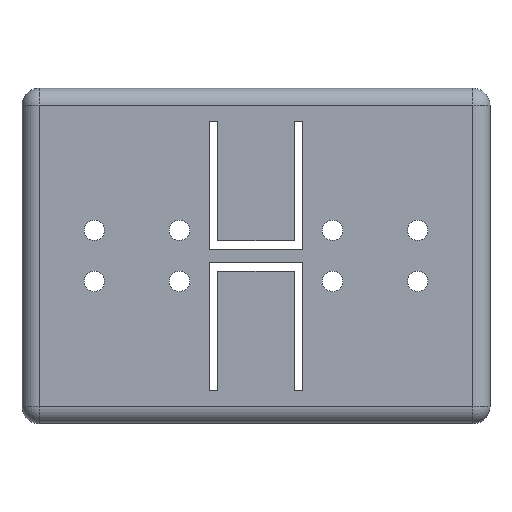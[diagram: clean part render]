
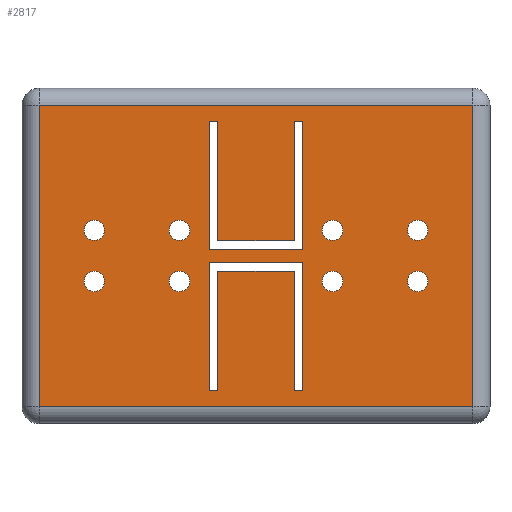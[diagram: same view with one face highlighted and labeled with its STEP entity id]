
A CAD part, top view. The second image highlights one B-rep face of the part: STEP entity #2817.
In plain terms, the highlighted planar face has unit normal (0, 0, 1).
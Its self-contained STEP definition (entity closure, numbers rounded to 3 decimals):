
#955 = EDGE_CURVE('',#956,#958,#960,.T.);
#956 = VERTEX_POINT('',#957);
#957 = CARTESIAN_POINT('',(-4.5,-15.8,25.5));
#958 = VERTEX_POINT('',#959);
#959 = CARTESIAN_POINT('',(-5.5,-15.8,25.5));
#960 = LINE('',#961,#962);
#961 = CARTESIAN_POINT('',(-4.5,-15.8,25.5));
#962 = VECTOR('',#963,1.);
#963 = DIRECTION('',(-1.,0.,0.));
#986 = EDGE_CURVE('',#987,#956,#989,.T.);
#987 = VERTEX_POINT('',#988);
#988 = CARTESIAN_POINT('',(-4.5,-1.8,25.5));
#989 = LINE('',#990,#991);
#990 = CARTESIAN_POINT('',(-4.5,-1.8,25.5));
#991 = VECTOR('',#992,1.);
#992 = DIRECTION('',(0.,-1.,0.));
#1010 = EDGE_CURVE('',#958,#1011,#1013,.T.);
#1011 = VERTEX_POINT('',#1012);
#1012 = CARTESIAN_POINT('',(-5.5,-0.8,25.5));
#1013 = LINE('',#1014,#1015);
#1014 = CARTESIAN_POINT('',(-5.5,-15.8,25.5));
#1015 = VECTOR('',#1016,1.);
#1016 = DIRECTION('',(0.,1.,0.));
#1034 = EDGE_CURVE('',#1011,#1035,#1037,.T.);
#1035 = VERTEX_POINT('',#1036);
#1036 = CARTESIAN_POINT('',(5.5,-0.8,25.5));
#1037 = LINE('',#1038,#1039);
#1038 = CARTESIAN_POINT('',(-5.5,-0.8,25.5));
#1039 = VECTOR('',#1040,1.);
#1040 = DIRECTION('',(1.,0.,0.));
#1089 = EDGE_CURVE('',#1035,#1090,#1092,.T.);
#1090 = VERTEX_POINT('',#1091);
#1091 = CARTESIAN_POINT('',(5.5,-15.8,25.5));
#1092 = LINE('',#1093,#1094);
#1093 = CARTESIAN_POINT('',(5.5,-0.8,25.5));
#1094 = VECTOR('',#1095,1.);
#1095 = DIRECTION('',(0.,-1.,0.));
#1137 = EDGE_CURVE('',#1090,#1138,#1140,.T.);
#1138 = VERTEX_POINT('',#1139);
#1139 = CARTESIAN_POINT('',(4.5,-15.8,25.5));
#1140 = LINE('',#1141,#1142);
#1141 = CARTESIAN_POINT('',(5.5,-15.8,25.5));
#1142 = VECTOR('',#1143,1.);
#1143 = DIRECTION('',(-1.,0.,0.));
#1185 = EDGE_CURVE('',#1138,#1186,#1188,.T.);
#1186 = VERTEX_POINT('',#1187);
#1187 = CARTESIAN_POINT('',(4.5,-1.8,25.5));
#1188 = LINE('',#1189,#1190);
#1189 = CARTESIAN_POINT('',(4.5,-15.8,25.5));
#1190 = VECTOR('',#1191,1.);
#1191 = DIRECTION('',(0.,1.,0.));
#1209 = EDGE_CURVE('',#1210,#1210,#1212,.T.);
#1210 = VERTEX_POINT('',#1211);
#1211 = CARTESIAN_POINT('',(-17.8,-3.,25.5));
#1212 = CIRCLE('',#1213,1.2);
#1213 = AXIS2_PLACEMENT_3D('',#1214,#1215,#1216);
#1214 = CARTESIAN_POINT('',(-19.,-3.,25.5));
#1215 = DIRECTION('',(0.,0.,1.));
#1216 = DIRECTION('',(1.,0.,0.));
#1364 = EDGE_CURVE('',#1365,#1365,#1367,.T.);
#1365 = VERTEX_POINT('',#1366);
#1366 = CARTESIAN_POINT('',(-7.8,-3.,25.5));
#1367 = CIRCLE('',#1368,1.2);
#1368 = AXIS2_PLACEMENT_3D('',#1369,#1370,#1371);
#1369 = CARTESIAN_POINT('',(-9.,-3.,25.5));
#1370 = DIRECTION('',(0.,0.,1.));
#1371 = DIRECTION('',(1.,0.,0.));
#1389 = EDGE_CURVE('',#1390,#1390,#1392,.T.);
#1390 = VERTEX_POINT('',#1391);
#1391 = CARTESIAN_POINT('',(10.2,-3.,25.5));
#1392 = CIRCLE('',#1393,1.2);
#1393 = AXIS2_PLACEMENT_3D('',#1394,#1395,#1396);
#1394 = CARTESIAN_POINT('',(9.,-3.,25.5));
#1395 = DIRECTION('',(0.,0.,1.));
#1396 = DIRECTION('',(1.,0.,0.));
#1414 = EDGE_CURVE('',#1415,#1415,#1417,.T.);
#1415 = VERTEX_POINT('',#1416);
#1416 = CARTESIAN_POINT('',(20.2,-3.,25.5));
#1417 = CIRCLE('',#1418,1.2);
#1418 = AXIS2_PLACEMENT_3D('',#1419,#1420,#1421);
#1419 = CARTESIAN_POINT('',(19.,-3.,25.5));
#1420 = DIRECTION('',(0.,0.,1.));
#1421 = DIRECTION('',(1.,0.,0.));
#1569 = EDGE_CURVE('',#1570,#1570,#1572,.T.);
#1570 = VERTEX_POINT('',#1571);
#1571 = CARTESIAN_POINT('',(-17.8,3.,25.5));
#1572 = CIRCLE('',#1573,1.2);
#1573 = AXIS2_PLACEMENT_3D('',#1574,#1575,#1576);
#1574 = CARTESIAN_POINT('',(-19.,3.,25.5));
#1575 = DIRECTION('',(0.,0.,1.));
#1576 = DIRECTION('',(1.,0.,0.));
#1594 = EDGE_CURVE('',#1595,#1595,#1597,.T.);
#1595 = VERTEX_POINT('',#1596);
#1596 = CARTESIAN_POINT('',(-7.8,3.,25.5));
#1597 = CIRCLE('',#1598,1.2);
#1598 = AXIS2_PLACEMENT_3D('',#1599,#1600,#1601);
#1599 = CARTESIAN_POINT('',(-9.,3.,25.5));
#1600 = DIRECTION('',(0.,0.,1.));
#1601 = DIRECTION('',(1.,0.,0.));
#1619 = EDGE_CURVE('',#1620,#1620,#1622,.T.);
#1620 = VERTEX_POINT('',#1621);
#1621 = CARTESIAN_POINT('',(10.2,3.,25.5));
#1622 = CIRCLE('',#1623,1.2);
#1623 = AXIS2_PLACEMENT_3D('',#1624,#1625,#1626);
#1624 = CARTESIAN_POINT('',(9.,3.,25.5));
#1625 = DIRECTION('',(0.,0.,1.));
#1626 = DIRECTION('',(1.,0.,0.));
#1644 = EDGE_CURVE('',#1645,#1645,#1647,.T.);
#1645 = VERTEX_POINT('',#1646);
#1646 = CARTESIAN_POINT('',(20.2,3.,25.5));
#1647 = CIRCLE('',#1648,1.2);
#1648 = AXIS2_PLACEMENT_3D('',#1649,#1650,#1651);
#1649 = CARTESIAN_POINT('',(19.,3.,25.5));
#1650 = DIRECTION('',(0.,0.,1.));
#1651 = DIRECTION('',(1.,0.,0.));
#1669 = EDGE_CURVE('',#1670,#1672,#1674,.T.);
#1670 = VERTEX_POINT('',#1671);
#1671 = CARTESIAN_POINT('',(-5.5,15.8,25.5));
#1672 = VERTEX_POINT('',#1673);
#1673 = CARTESIAN_POINT('',(-4.5,15.8,25.5));
#1674 = LINE('',#1675,#1676);
#1675 = CARTESIAN_POINT('',(-5.5,15.8,25.5));
#1676 = VECTOR('',#1677,1.);
#1677 = DIRECTION('',(1.,0.,0.));
#1700 = EDGE_CURVE('',#1672,#1701,#1703,.T.);
#1701 = VERTEX_POINT('',#1702);
#1702 = CARTESIAN_POINT('',(-4.5,1.8,25.5));
#1703 = LINE('',#1704,#1705);
#1704 = CARTESIAN_POINT('',(-4.5,15.8,25.5));
#1705 = VECTOR('',#1706,1.);
#1706 = DIRECTION('',(0.,-1.,0.));
#1724 = EDGE_CURVE('',#1725,#1670,#1727,.T.);
#1725 = VERTEX_POINT('',#1726);
#1726 = CARTESIAN_POINT('',(-5.5,0.8,25.5));
#1727 = LINE('',#1728,#1729);
#1728 = CARTESIAN_POINT('',(-5.5,0.8,25.5));
#1729 = VECTOR('',#1730,1.);
#1730 = DIRECTION('',(0.,1.,0.));
#1748 = EDGE_CURVE('',#1749,#1725,#1751,.T.);
#1749 = VERTEX_POINT('',#1750);
#1750 = CARTESIAN_POINT('',(5.5,0.8,25.5));
#1751 = LINE('',#1752,#1753);
#1752 = CARTESIAN_POINT('',(5.5,0.8,25.5));
#1753 = VECTOR('',#1754,1.);
#1754 = DIRECTION('',(-1.,0.,0.));
#1803 = EDGE_CURVE('',#1804,#1749,#1806,.T.);
#1804 = VERTEX_POINT('',#1805);
#1805 = CARTESIAN_POINT('',(5.5,15.8,25.5));
#1806 = LINE('',#1807,#1808);
#1807 = CARTESIAN_POINT('',(5.5,15.8,25.5));
#1808 = VECTOR('',#1809,1.);
#1809 = DIRECTION('',(0.,-1.,0.));
#1851 = EDGE_CURVE('',#1852,#1804,#1854,.T.);
#1852 = VERTEX_POINT('',#1853);
#1853 = CARTESIAN_POINT('',(4.5,15.8,25.5));
#1854 = LINE('',#1855,#1856);
#1855 = CARTESIAN_POINT('',(4.5,15.8,25.5));
#1856 = VECTOR('',#1857,1.);
#1857 = DIRECTION('',(1.,0.,0.));
#1899 = EDGE_CURVE('',#1900,#1852,#1902,.T.);
#1900 = VERTEX_POINT('',#1901);
#1901 = CARTESIAN_POINT('',(4.5,1.8,25.5));
#1902 = LINE('',#1903,#1904);
#1903 = CARTESIAN_POINT('',(4.5,1.8,25.5));
#1904 = VECTOR('',#1905,1.);
#1905 = DIRECTION('',(0.,1.,0.));
#2817 = ADVANCED_FACE('',(#2818,#2852,#2867,#2870,#2873,#2876,#2879,
    #2882,#2885,#2888,#2891),#2906,.T.);
#2818 = FACE_BOUND('',#2819,.T.);
#2819 = EDGE_LOOP('',(#2820,#2830,#2838,#2846));
#2820 = ORIENTED_EDGE('',*,*,#2821,.F.);
#2821 = EDGE_CURVE('',#2822,#2824,#2826,.T.);
#2822 = VERTEX_POINT('',#2823);
#2823 = CARTESIAN_POINT('',(-25.5,17.7,25.5));
#2824 = VERTEX_POINT('',#2825);
#2825 = CARTESIAN_POINT('',(25.5,17.7,25.5));
#2826 = LINE('',#2827,#2828);
#2827 = CARTESIAN_POINT('',(-25.5,17.7,25.5));
#2828 = VECTOR('',#2829,1.);
#2829 = DIRECTION('',(1.,0.,0.));
#2830 = ORIENTED_EDGE('',*,*,#2831,.F.);
#2831 = EDGE_CURVE('',#2832,#2822,#2834,.T.);
#2832 = VERTEX_POINT('',#2833);
#2833 = CARTESIAN_POINT('',(-25.5,-17.7,25.5));
#2834 = LINE('',#2835,#2836);
#2835 = CARTESIAN_POINT('',(-25.5,-17.7,25.5));
#2836 = VECTOR('',#2837,1.);
#2837 = DIRECTION('',(0.,1.,0.));
#2838 = ORIENTED_EDGE('',*,*,#2839,.F.);
#2839 = EDGE_CURVE('',#2840,#2832,#2842,.T.);
#2840 = VERTEX_POINT('',#2841);
#2841 = CARTESIAN_POINT('',(25.5,-17.7,25.5));
#2842 = LINE('',#2843,#2844);
#2843 = CARTESIAN_POINT('',(25.5,-17.7,25.5));
#2844 = VECTOR('',#2845,1.);
#2845 = DIRECTION('',(-1.,0.,0.));
#2846 = ORIENTED_EDGE('',*,*,#2847,.F.);
#2847 = EDGE_CURVE('',#2824,#2840,#2848,.T.);
#2848 = LINE('',#2849,#2850);
#2849 = CARTESIAN_POINT('',(25.5,17.7,25.5));
#2850 = VECTOR('',#2851,1.);
#2851 = DIRECTION('',(0.,-1.,0.));
#2852 = FACE_BOUND('',#2853,.T.);
#2853 = EDGE_LOOP('',(#2854,#2855,#2856,#2857,#2858,#2859,#2865,#2866));
#2854 = ORIENTED_EDGE('',*,*,#1010,.T.);
#2855 = ORIENTED_EDGE('',*,*,#1034,.T.);
#2856 = ORIENTED_EDGE('',*,*,#1089,.T.);
#2857 = ORIENTED_EDGE('',*,*,#1137,.T.);
#2858 = ORIENTED_EDGE('',*,*,#1185,.T.);
#2859 = ORIENTED_EDGE('',*,*,#2860,.T.);
#2860 = EDGE_CURVE('',#1186,#987,#2861,.T.);
#2861 = LINE('',#2862,#2863);
#2862 = CARTESIAN_POINT('',(4.5,-1.8,25.5));
#2863 = VECTOR('',#2864,1.);
#2864 = DIRECTION('',(-1.,0.,0.));
#2865 = ORIENTED_EDGE('',*,*,#986,.T.);
#2866 = ORIENTED_EDGE('',*,*,#955,.T.);
#2867 = FACE_BOUND('',#2868,.T.);
#2868 = EDGE_LOOP('',(#2869));
#2869 = ORIENTED_EDGE('',*,*,#1209,.F.);
#2870 = FACE_BOUND('',#2871,.T.);
#2871 = EDGE_LOOP('',(#2872));
#2872 = ORIENTED_EDGE('',*,*,#1364,.F.);
#2873 = FACE_BOUND('',#2874,.T.);
#2874 = EDGE_LOOP('',(#2875));
#2875 = ORIENTED_EDGE('',*,*,#1389,.F.);
#2876 = FACE_BOUND('',#2877,.T.);
#2877 = EDGE_LOOP('',(#2878));
#2878 = ORIENTED_EDGE('',*,*,#1414,.F.);
#2879 = FACE_BOUND('',#2880,.T.);
#2880 = EDGE_LOOP('',(#2881));
#2881 = ORIENTED_EDGE('',*,*,#1569,.F.);
#2882 = FACE_BOUND('',#2883,.T.);
#2883 = EDGE_LOOP('',(#2884));
#2884 = ORIENTED_EDGE('',*,*,#1594,.F.);
#2885 = FACE_BOUND('',#2886,.T.);
#2886 = EDGE_LOOP('',(#2887));
#2887 = ORIENTED_EDGE('',*,*,#1619,.F.);
#2888 = FACE_BOUND('',#2889,.T.);
#2889 = EDGE_LOOP('',(#2890));
#2890 = ORIENTED_EDGE('',*,*,#1644,.F.);
#2891 = FACE_BOUND('',#2892,.T.);
#2892 = EDGE_LOOP('',(#2893,#2894,#2895,#2896,#2902,#2903,#2904,#2905));
#2893 = ORIENTED_EDGE('',*,*,#1724,.T.);
#2894 = ORIENTED_EDGE('',*,*,#1669,.T.);
#2895 = ORIENTED_EDGE('',*,*,#1700,.T.);
#2896 = ORIENTED_EDGE('',*,*,#2897,.T.);
#2897 = EDGE_CURVE('',#1701,#1900,#2898,.T.);
#2898 = LINE('',#2899,#2900);
#2899 = CARTESIAN_POINT('',(-4.5,1.8,25.5));
#2900 = VECTOR('',#2901,1.);
#2901 = DIRECTION('',(1.,0.,0.));
#2902 = ORIENTED_EDGE('',*,*,#1899,.T.);
#2903 = ORIENTED_EDGE('',*,*,#1851,.T.);
#2904 = ORIENTED_EDGE('',*,*,#1803,.T.);
#2905 = ORIENTED_EDGE('',*,*,#1748,.T.);
#2906 = PLANE('',#2907);
#2907 = AXIS2_PLACEMENT_3D('',#2908,#2909,#2910);
#2908 = CARTESIAN_POINT('',(0.,0.,25.5));
#2909 = DIRECTION('',(0.,0.,1.));
#2910 = DIRECTION('',(1.,0.,0.));
